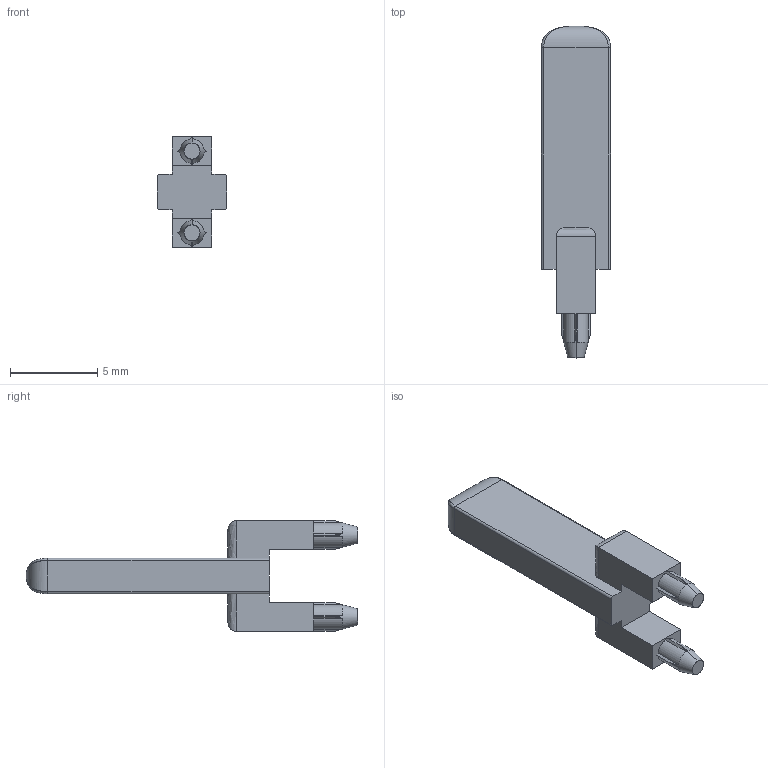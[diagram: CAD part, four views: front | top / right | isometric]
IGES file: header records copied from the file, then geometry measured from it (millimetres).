
Start section: SolidWorks IGES file using analytic representation for surfaces
Global section: file name: VLPR-24-650-2.IGS; native system: SolidWorks 2014; preprocessor: SolidWorks 2014; author: boliver; date: 140430.092340; units: inch
Bounding box: 3.96 x 19.05 x 6.35 mm (x, y, z)
Surface area: 272.7 mm2 (no closed solid volume)
Topology: 0 solids, 0 shells, 67 faces, 448 edges, 440 vertices
Faces by surface type: bspline 45, revolution 22
